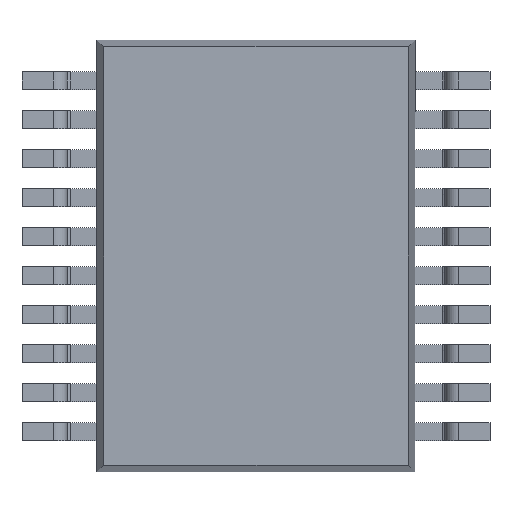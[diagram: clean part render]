
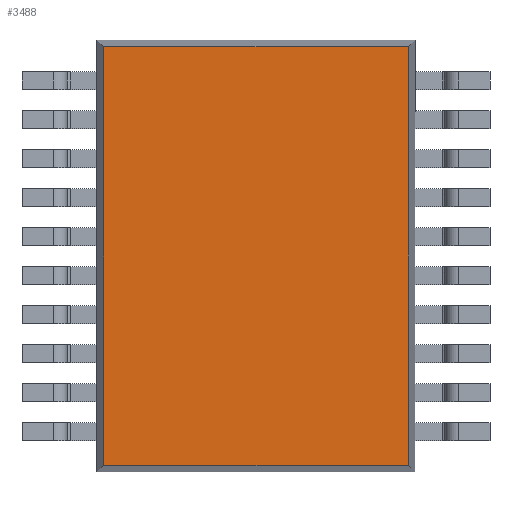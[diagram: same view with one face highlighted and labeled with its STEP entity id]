
A CAD part, front view. The second image highlights one B-rep face of the part: STEP entity #3488.
In plain terms, the highlighted planar face has unit normal (0, -1, 0).
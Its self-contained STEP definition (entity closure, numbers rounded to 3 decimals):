
#12 = CARTESIAN_POINT ( 'NONE',  ( 2.65, 0.2, 3.486 ) ) ;
#339 = VECTOR ( 'NONE', #7094, 1000. ) ;
#766 = LINE ( 'NONE', #12, #339 ) ;
#966 = CARTESIAN_POINT ( 'NONE',  ( -2.65, 0.2, -3.486 ) ) ;
#1062 = CARTESIAN_POINT ( 'NONE',  ( 2.536, 0.2, 3.486 ) ) ;
#2047 = VECTOR ( 'NONE', #3711, 1000. ) ;
#2339 = DIRECTION ( 'NONE',  ( 0., 0., -1. ) ) ;
#2519 = EDGE_CURVE ( 'NONE', #8809, #4678, #8398, .T. ) ;
#2576 = VECTOR ( 'NONE', #2339, 1000. ) ;
#2821 = LINE ( 'NONE', #5754, #2047 ) ;
#2923 = EDGE_CURVE ( 'NONE', #4381, #6737, #766, .T. ) ;
#3039 = EDGE_CURVE ( 'NONE', #6737, #8809, #5331, .T. ) ;
#3488 = ADVANCED_FACE ( 'NONE', ( #8663 ), #6436, .T. ) ;
#3664 = CARTESIAN_POINT ( 'NONE',  ( 0., 0.2, 0. ) ) ;
#3711 = DIRECTION ( 'NONE',  ( 0., 0., 1. ) ) ;
#4381 = VERTEX_POINT ( 'NONE', #1062 ) ;
#4422 = CARTESIAN_POINT ( 'NONE',  ( -2.536, 0.2, 3.486 ) ) ;
#4678 = VERTEX_POINT ( 'NONE', #6989 ) ;
#4732 = ORIENTED_EDGE ( 'NONE', *, *, #3039, .T. ) ;
#4892 = CARTESIAN_POINT ( 'NONE',  ( -2.536, 0.2, -3.486 ) ) ;
#5085 = EDGE_LOOP ( 'NONE', ( #8637, #5490, #7858, #4732 ) ) ;
#5331 = LINE ( 'NONE', #7250, #2576 ) ;
#5490 = ORIENTED_EDGE ( 'NONE', *, *, #6040, .T. ) ;
#5754 = CARTESIAN_POINT ( 'NONE',  ( 2.536, 0.2, -3.6 ) ) ;
#6040 = EDGE_CURVE ( 'NONE', #4678, #4381, #2821, .T. ) ;
#6436 = PLANE ( 'NONE',  #8115 ) ;
#6568 = VECTOR ( 'NONE', #8616, 1000. ) ;
#6737 = VERTEX_POINT ( 'NONE', #4422 ) ;
#6989 = CARTESIAN_POINT ( 'NONE',  ( 2.536, 0.2, -3.486 ) ) ;
#7094 = DIRECTION ( 'NONE',  ( -1., 0., 0. ) ) ;
#7152 = DIRECTION ( 'NONE',  ( 0., -1., 0. ) ) ;
#7250 = CARTESIAN_POINT ( 'NONE',  ( -2.536, 0.2, 3.6 ) ) ;
#7858 = ORIENTED_EDGE ( 'NONE', *, *, #2923, .T. ) ;
#8115 = AXIS2_PLACEMENT_3D ( 'NONE', #3664, #7152, #8659 ) ;
#8398 = LINE ( 'NONE', #966, #6568 ) ;
#8616 = DIRECTION ( 'NONE',  ( 1., 0., 0. ) ) ;
#8637 = ORIENTED_EDGE ( 'NONE', *, *, #2519, .T. ) ;
#8659 = DIRECTION ( 'NONE',  ( 0., 0., -1. ) ) ;
#8663 = FACE_OUTER_BOUND ( 'NONE', #5085, .T. ) ;
#8809 = VERTEX_POINT ( 'NONE', #4892 ) ;
